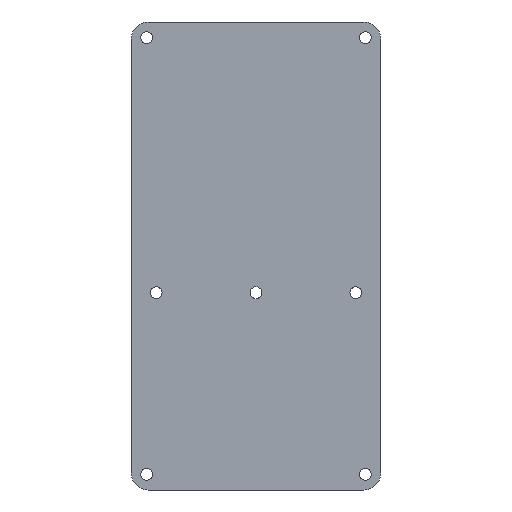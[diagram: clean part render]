
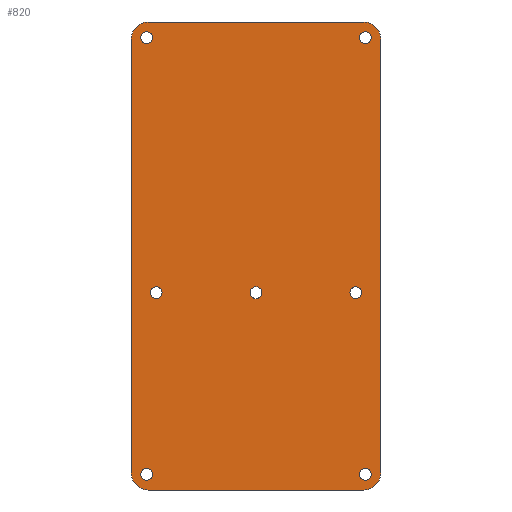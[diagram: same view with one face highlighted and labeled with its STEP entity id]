
A CAD part, front view. The second image highlights one B-rep face of the part: STEP entity #820.
In plain terms, the highlighted planar face has unit normal (0, -1, 0).
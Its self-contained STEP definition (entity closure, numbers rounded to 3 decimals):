
#43=CIRCLE('',#879,1.9);
#45=CIRCLE('',#882,1.9);
#47=CIRCLE('',#885,1.9);
#49=CIRCLE('',#888,1.9);
#51=CIRCLE('',#891,1.9);
#53=CIRCLE('',#894,1.9);
#55=CIRCLE('',#897,1.9);
#61=CIRCLE('',#905,5.5);
#62=CIRCLE('',#906,5.5);
#63=CIRCLE('',#907,5.5);
#64=CIRCLE('',#908,5.5);
#155=ORIENTED_EDGE('',*,*,#351,.T.);
#156=ORIENTED_EDGE('',*,*,#349,.T.);
#157=ORIENTED_EDGE('',*,*,#375,.T.);
#158=ORIENTED_EDGE('',*,*,#370,.F.);
#159=ORIENTED_EDGE('',*,*,#376,.T.);
#160=ORIENTED_EDGE('',*,*,#348,.F.);
#161=ORIENTED_EDGE('',*,*,#377,.T.);
#162=ORIENTED_EDGE('',*,*,#340,.F.);
#163=ORIENTED_EDGE('',*,*,#378,.T.);
#164=ORIENTED_EDGE('',*,*,#332,.F.);
#165=ORIENTED_EDGE('',*,*,#361,.T.);
#166=ORIENTED_EDGE('',*,*,#359,.F.);
#167=ORIENTED_EDGE('',*,*,#357,.T.);
#168=ORIENTED_EDGE('',*,*,#353,.T.);
#169=ORIENTED_EDGE('',*,*,#355,.T.);
#332=EDGE_CURVE('',#446,#443,#520,.T.);
#340=EDGE_CURVE('',#451,#452,#526,.T.);
#348=EDGE_CURVE('',#458,#455,#532,.T.);
#349=EDGE_CURVE('',#459,#459,#43,.T.);
#351=EDGE_CURVE('',#461,#461,#45,.T.);
#353=EDGE_CURVE('',#463,#463,#47,.T.);
#355=EDGE_CURVE('',#465,#465,#49,.T.);
#357=EDGE_CURVE('',#467,#467,#51,.T.);
#359=EDGE_CURVE('',#469,#469,#53,.T.);
#361=EDGE_CURVE('',#471,#471,#55,.T.);
#370=EDGE_CURVE('',#477,#478,#538,.T.);
#375=EDGE_CURVE('',#446,#478,#61,.F.);
#376=EDGE_CURVE('',#477,#455,#62,.F.);
#377=EDGE_CURVE('',#458,#452,#63,.F.);
#378=EDGE_CURVE('',#451,#443,#64,.F.);
#443=VERTEX_POINT('',#1245);
#446=VERTEX_POINT('',#1250);
#451=VERTEX_POINT('',#1264);
#452=VERTEX_POINT('',#1266);
#455=VERTEX_POINT('',#1275);
#458=VERTEX_POINT('',#1280);
#459=VERTEX_POINT('',#1284);
#461=VERTEX_POINT('',#1289);
#463=VERTEX_POINT('',#1294);
#465=VERTEX_POINT('',#1299);
#467=VERTEX_POINT('',#1304);
#469=VERTEX_POINT('',#1309);
#471=VERTEX_POINT('',#1314);
#477=VERTEX_POINT('',#1329);
#478=VERTEX_POINT('',#1331);
#520=LINE('',#1251,#592);
#526=LINE('',#1265,#598);
#532=LINE('',#1281,#604);
#538=LINE('',#1330,#610);
#592=VECTOR('',#991,1000.);
#598=VECTOR('',#1003,1000.);
#604=VECTOR('',#1015,1000.);
#610=VECTOR('',#1069,1000.);
#669=EDGE_LOOP('',(#155));
#670=EDGE_LOOP('',(#156));
#671=EDGE_LOOP('',(#157,#158,#159,#160,#161,#162,#163,#164));
#672=EDGE_LOOP('',(#165));
#673=EDGE_LOOP('',(#166));
#674=EDGE_LOOP('',(#167));
#675=EDGE_LOOP('',(#168));
#676=EDGE_LOOP('',(#169));
#735=FACE_BOUND('',#669,.T.);
#736=FACE_BOUND('',#670,.T.);
#737=FACE_BOUND('',#671,.T.);
#738=FACE_BOUND('',#672,.T.);
#739=FACE_BOUND('',#673,.T.);
#740=FACE_BOUND('',#674,.T.);
#741=FACE_BOUND('',#675,.T.);
#742=FACE_BOUND('',#676,.T.);
#787=PLANE('',#904);
#820=ADVANCED_FACE('',(#735,#736,#737,#738,#739,#740,#741,#742),#787,.F.);
#879=AXIS2_PLACEMENT_3D('',#1283,#1018,#1019);
#882=AXIS2_PLACEMENT_3D('',#1288,#1024,#1025);
#885=AXIS2_PLACEMENT_3D('',#1293,#1030,#1031);
#888=AXIS2_PLACEMENT_3D('',#1298,#1036,#1037);
#891=AXIS2_PLACEMENT_3D('',#1303,#1042,#1043);
#894=AXIS2_PLACEMENT_3D('',#1308,#1048,#1049);
#897=AXIS2_PLACEMENT_3D('',#1313,#1054,#1055);
#904=AXIS2_PLACEMENT_3D('',#1338,#1076,#1077);
#905=AXIS2_PLACEMENT_3D('',#1339,#1078,#1079);
#906=AXIS2_PLACEMENT_3D('',#1340,#1080,#1081);
#907=AXIS2_PLACEMENT_3D('',#1341,#1082,#1083);
#908=AXIS2_PLACEMENT_3D('',#1342,#1084,#1085);
#991=DIRECTION('',(1.,0.,0.));
#1003=DIRECTION('',(0.,0.,-1.));
#1015=DIRECTION('',(-1.,0.,0.));
#1018=DIRECTION('',(0.,1.,0.));
#1019=DIRECTION('',(1.,0.,0.));
#1024=DIRECTION('',(0.,1.,0.));
#1025=DIRECTION('',(1.,0.,0.));
#1030=DIRECTION('',(0.,1.,0.));
#1031=DIRECTION('',(-1.,0.,0.));
#1036=DIRECTION('',(0.,1.,0.));
#1037=DIRECTION('',(1.,0.,0.));
#1042=DIRECTION('',(0.,1.,0.));
#1043=DIRECTION('',(1.,0.,0.));
#1048=DIRECTION('',(0.,-1.,0.));
#1049=DIRECTION('',(1.,0.,0.));
#1054=DIRECTION('',(0.,1.,0.));
#1055=DIRECTION('',(1.,0.,0.));
#1069=DIRECTION('',(0.,0.,1.));
#1076=DIRECTION('',(0.,1.,0.));
#1077=DIRECTION('',(0.,0.,1.));
#1078=DIRECTION('',(0.,1.,0.));
#1079=DIRECTION('',(0.,0.,1.));
#1080=DIRECTION('',(0.,1.,0.));
#1081=DIRECTION('',(0.,0.,1.));
#1082=DIRECTION('',(0.,1.,0.));
#1083=DIRECTION('',(0.,0.,1.));
#1084=DIRECTION('',(0.,1.,0.));
#1085=DIRECTION('',(0.,0.,1.));
#1245=CARTESIAN_POINT('',(34.5,0.,75.));
#1250=CARTESIAN_POINT('',(-34.5,0.,75.));
#1251=CARTESIAN_POINT('',(-40.,0.,75.));
#1264=CARTESIAN_POINT('',(40.,0.,69.5));
#1265=CARTESIAN_POINT('',(40.,0.,-17.35));
#1266=CARTESIAN_POINT('',(40.,0.,-69.5));
#1275=CARTESIAN_POINT('',(-34.5,0.,-75.));
#1280=CARTESIAN_POINT('',(34.5,0.,-75.));
#1281=CARTESIAN_POINT('',(40.,0.,-75.));
#1283=CARTESIAN_POINT('',(-35.,0.,70.));
#1284=CARTESIAN_POINT('',(-33.1,0.,70.));
#1288=CARTESIAN_POINT('',(35.,0.,70.));
#1289=CARTESIAN_POINT('',(36.9,0.,70.));
#1293=CARTESIAN_POINT('',(-35.,0.,-70.));
#1294=CARTESIAN_POINT('',(-36.9,0.,-70.));
#1298=CARTESIAN_POINT('',(35.,0.,-70.));
#1299=CARTESIAN_POINT('',(36.9,0.,-70.));
#1303=CARTESIAN_POINT('',(0.,0.,-11.75));
#1304=CARTESIAN_POINT('',(1.9,0.,-11.75));
#1308=CARTESIAN_POINT('',(-32.,0.,-11.75));
#1309=CARTESIAN_POINT('',(-30.1,0.,-11.75));
#1313=CARTESIAN_POINT('',(32.,0.,-11.75));
#1314=CARTESIAN_POINT('',(33.9,0.,-11.75));
#1329=CARTESIAN_POINT('',(-40.,0.,-69.5));
#1330=CARTESIAN_POINT('',(-40.,0.,-6.15));
#1331=CARTESIAN_POINT('',(-40.,0.,69.5));
#1338=CARTESIAN_POINT('',(0.,0.,0.));
#1339=CARTESIAN_POINT('',(-34.5,0.,69.5));
#1340=CARTESIAN_POINT('',(-34.5,0.,-69.5));
#1341=CARTESIAN_POINT('',(34.5,0.,-69.5));
#1342=CARTESIAN_POINT('',(34.5,0.,69.5));
